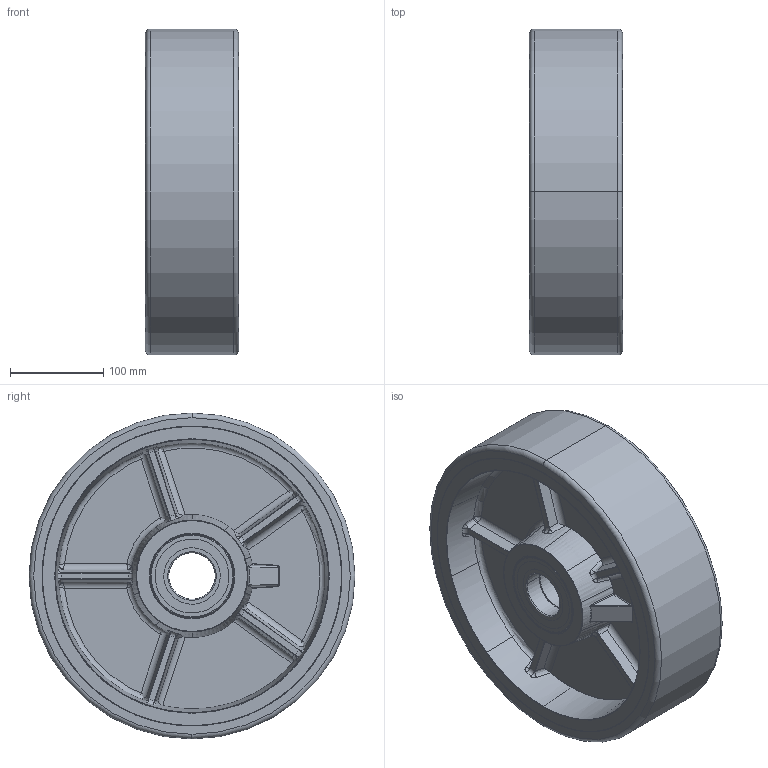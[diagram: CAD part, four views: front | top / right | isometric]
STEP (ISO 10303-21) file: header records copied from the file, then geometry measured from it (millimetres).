
FILE_DESCRIPTION (( 'STEP AP214' ), '1' );
FILE_NAME ('0012021.step', '2022-03-24T12:17:47', ( '' ), ( '' ), 'SwSTEP 2.0', 'SolidWorks 2020', '' );
FILE_SCHEMA (( 'AUTOMOTIVE_DESIGN' ));
Length unit declared in the file: millimetre
Products named in the file (1): 0012021
Bounding box: 100.02 x 350 x 350 mm (x, y, z)
Surface area: 2260560.7 mm2
Topology: 17 solids, 17 shells, 544 faces, 1240 edges, 734 vertices
Faces by surface type: cylinder 149, bspline 136, plane 121, torus 82, cone 56
Entity records: 26452 total; most frequent: CARTESIAN_POINT 8909, ORIENTED_EDGE 2432, DIRECTION 2320, EDGE_CURVE 1216, AXIS2_PLACEMENT_3D 1027, VERTEX_POINT 734, CIRCLE 618, EDGE_LOOP 606
